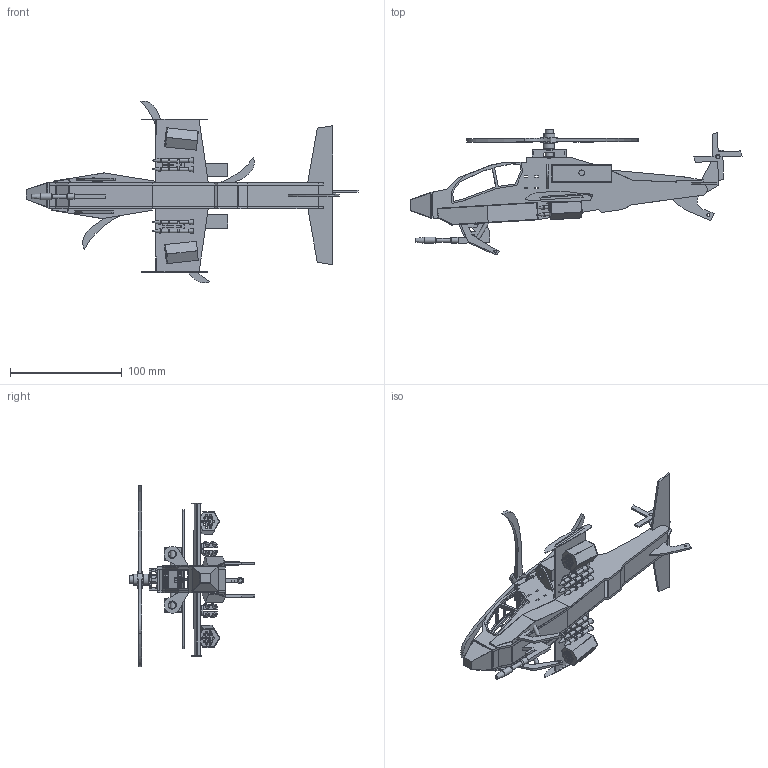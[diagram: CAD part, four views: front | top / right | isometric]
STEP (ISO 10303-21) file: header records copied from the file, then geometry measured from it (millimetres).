
FILE_DESCRIPTION(/* description */ (''),/* implementation_level */ '2;1');
FILE_NAME(/* name */ 'Final_Apache_Assembly.stp',/* time_stamp */ '2023-02-06T18:37:49+05:30',/* author */ ('Avinash K Agarwal'),/* organization */ (''),/* preprocessor_version */ 'ST-DEVELOPER v19',/* originating_system */ 'Autodesk Inventor 2023',/* authorisation */ '');
FILE_SCHEMA (('AUTOMOTIVE_DESIGN { 1 0 10303 214 3 1 1 }'));
Length unit declared in the file: inch
Products named in the file (71): Final_Apache_Assembly; Fuselage_Side_Mainframe; Canopy_frame; Part70^_Assy, Apache - 01; Upper_Box_missile; Side_Hump_Front; Wing Assembly; Wing_Lower_Most Part; Wing_Upper; MirrorPart65^_Assy, Apache - 01; Part9^_Assy, Apache - 01; Part10^_Assy, Apache - 01; Rivet; Part55^_Assy, Apache - 01; Apache_wingtip; Hexagon_missile; Missile Assembly; Part 59_ Missile; Part 58_Missile Holder; Missile Assembly_MIR; Part 59_ Missile_MIR1; Part 58_Missile Holder_MIR1; MissileRackHolder; Nose_Baseplate; Nose_cone_Combined; Chassis_Part1; Chassis_Part2; Chassis_Part3; Chassis_Part4; Chassis_Part5; Chassis_Part6; Chassis_Part7; Chassis_Part8; Chassis_Part9; Chassis_Part10; Chassis_Part11; Chassis_Part12; Apache, Machine Gun Front, Lower; Canopy_Part1; Canopy_Part2 ...
Assembly tree (87 placements, depth 4):
  Final_Apache_Assembly
    Fuselage_Side_Mainframe
    Canopy_frame
    Part70^_Assy, Apache - 01
    Upper_Box_missile
    Side_Hump_Front
    Wing Assembly
      Wing_Lower_Most Part
      Wing_Upper
    MirrorPart65^_Assy, Apache - 01
    Part9^_Assy, Apache - 01
    Part10^_Assy, Apache - 01
    Rivet
    Part55^_Assy, Apache - 01
    Apache_wingtip
    Hexagon_missile
    Missile Assembly
      Part 59_ Missile  x2
      Part 58_Missile Holder  x2
    Missile Assembly_MIR
      Part 59_ Missile_MIR1  x2
      Part 58_Missile Holder_MIR1  x2
    MissileRackHolder
    Nose_Baseplate
    Nose_cone_Combined
    Chassis_Part1
    Chassis_Part2
    Chassis_Part3
    Chassis_Part4
    Chassis_Part5
    Chassis_Part6
    Chassis_Part7
    Chassis_Part8
    Chassis_Part9
    Chassis_Part10
    Chassis_Part11
    Chassis_Part12
    Apache, Machine Gun Front, Lower
    Canopy_Part1
    Canopy_Part2
    Canopy_Part3
    Canopy_Part4
    Tail_VertSupports  x3
    Part68^_Assy, Apache - 01
    rotor rod
      ring 2  x2
      attaching support
      blade 1  x4
      Part8
      Rotor Assembly
        Part32^_Assy, Apache - 01
        Part33^_Assy, Apache - 01  x2
        Part34^_Assy, Apache - 01  x2
        Part39^_Assy, Apache - 01  x2
    Fuselage_Side_Mainframe_1
    MirrorPart65^_Assy, Apache - 01_1
    Side_Hump_Front_MIR
    Part70^_Assy, Apache - 01_MIR
    Upper_Box_missile_MIR
    Wing Assembly_MIR
Bounding box: 296.9 x 112.06 x 162.57 mm (x, y, z)
Volume: 87213.8 mm3; surface area: 142124.1 mm2
Topology: 79 solids, 79 shells, 1337 faces, 3340 edges, 2210 vertices
Faces by surface type: plane 1072, cylinder 214, cone 35, sphere 8, bspline 8
Full cylindrical faces by diameter (mm): 0.983 x2, 1.49 x16, 1.538 x4, 1.549 x2, 1.98 x56, 2.54 x3, 3.014 x24, 3.054 x1, 3.175 x2, 3.399 x2, 3.417 x1, 3.607 x1, 3.81 x2, 5 x6, 5.168 x1, 5.623 x1, 6.35 x2, 7 x3, 7.386 x2, 10 x3, 15 x1
Entity records: 35535 total; most frequent: CARTESIAN_POINT 5887, DIRECTION 5553, ORIENTED_EDGE 5458, EDGE_CURVE 2729, LINE 2365, VECTOR 2365, VERTEX_POINT 1806, AXIS2_PLACEMENT_3D 1594
